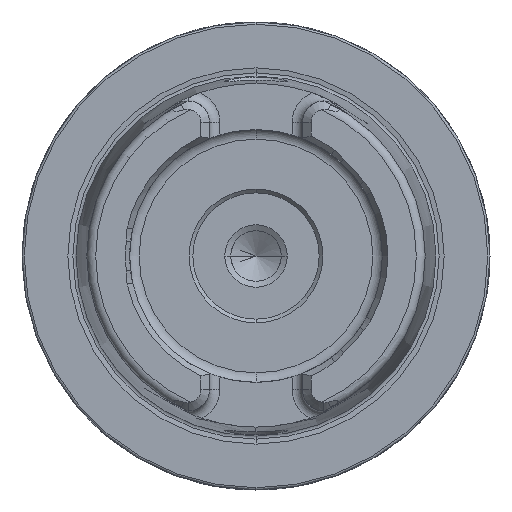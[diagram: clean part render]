
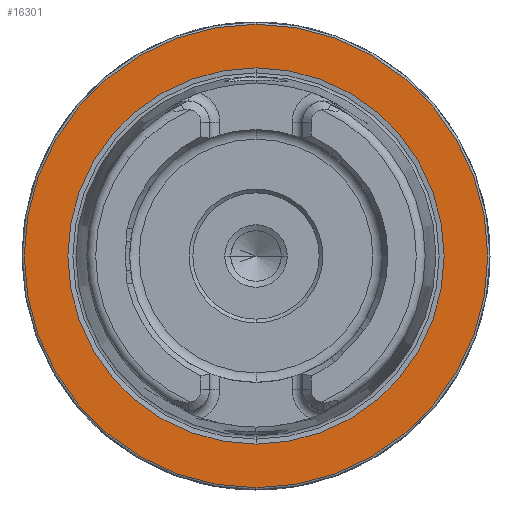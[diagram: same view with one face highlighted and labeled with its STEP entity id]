
A CAD part, left-side view. The second image highlights one B-rep face of the part: STEP entity #16301.
In plain terms, the highlighted planar face has unit normal (-1, 0, 0).
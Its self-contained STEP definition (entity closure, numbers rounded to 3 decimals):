
#2305 = AXIS2_PLACEMENT_3D ( 'NONE', #5628, #16056, #17604 ) ;
#2331 = DIRECTION ( 'NONE',  ( 0., 0., 1. ) ) ;
#3642 = EDGE_CURVE ( 'NONE', #13818, #20316, #13327, .T. ) ;
#3750 = CIRCLE ( 'NONE', #18779, 25.324 ) ;
#4343 = CIRCLE ( 'NONE', #16880, 25.324 ) ;
#4709 = CARTESIAN_POINT ( 'NONE',  ( 0., 0., 0. ) ) ;
#4863 = FACE_OUTER_BOUND ( 'NONE', #9098, .T. ) ;
#5198 = CARTESIAN_POINT ( 'NONE',  ( 0., 0., -25.324 ) ) ;
#5628 = CARTESIAN_POINT ( 'NONE',  ( 0., 0., 0. ) ) ;
#6370 = CARTESIAN_POINT ( 'NONE',  ( 0., 0., 0. ) ) ;
#7952 = DIRECTION ( 'NONE',  ( -1., 0., 0. ) ) ;
#8155 = DIRECTION ( 'NONE',  ( -1., 0., 0. ) ) ;
#8641 = ORIENTED_EDGE ( 'NONE', *, *, #12733, .F. ) ;
#8894 = ORIENTED_EDGE ( 'NONE', *, *, #9038, .F. ) ;
#9038 = EDGE_CURVE ( 'NONE', #15303, #20191, #4343, .T. ) ;
#9098 = EDGE_LOOP ( 'NONE', ( #12933, #18383 ) ) ;
#10737 = CARTESIAN_POINT ( 'NONE',  ( 0., 0., 25.324 ) ) ;
#11705 = CARTESIAN_POINT ( 'NONE',  ( 0., 31.2, 0. ) ) ;
#12202 = EDGE_LOOP ( 'NONE', ( #8641, #8894 ) ) ;
#12733 = EDGE_CURVE ( 'NONE', #20191, #15303, #3750, .T. ) ;
#12933 = ORIENTED_EDGE ( 'NONE', *, *, #19421, .T. ) ;
#13327 = CIRCLE ( 'NONE', #15126, 31.2 ) ;
#13506 = PLANE ( 'NONE',  #21557 ) ;
#13818 = VERTEX_POINT ( 'NONE', #14363 ) ;
#14363 = CARTESIAN_POINT ( 'NONE',  ( 0., 0., -31.2 ) ) ;
#15126 = AXIS2_PLACEMENT_3D ( 'NONE', #4709, #7952, #21617 ) ;
#15303 = VERTEX_POINT ( 'NONE', #5198 ) ;
#15407 = DIRECTION ( 'NONE',  ( 1., 0., 0. ) ) ;
#16056 = DIRECTION ( 'NONE',  ( -1., 0., 0. ) ) ;
#16301 = ADVANCED_FACE ( 'NONE', ( #21986, #4863 ), #13506, .F. ) ;
#16880 = AXIS2_PLACEMENT_3D ( 'NONE', #6370, #8155, #18344 ) ;
#16967 = CIRCLE ( 'NONE', #2305, 31.2 ) ;
#17345 = DIRECTION ( 'NONE',  ( -1., 0., 0. ) ) ;
#17604 = DIRECTION ( 'NONE',  ( 0., 0., 1. ) ) ;
#18344 = DIRECTION ( 'NONE',  ( 0., 0., 1. ) ) ;
#18383 = ORIENTED_EDGE ( 'NONE', *, *, #3642, .T. ) ;
#18779 = AXIS2_PLACEMENT_3D ( 'NONE', #21145, #17345, #2331 ) ;
#19421 = EDGE_CURVE ( 'NONE', #20316, #13818, #16967, .T. ) ;
#19988 = CARTESIAN_POINT ( 'NONE',  ( 0., 0., 31.2 ) ) ;
#20191 = VERTEX_POINT ( 'NONE', #10737 ) ;
#20314 = DIRECTION ( 'NONE',  ( 0., 0., -1. ) ) ;
#20316 = VERTEX_POINT ( 'NONE', #19988 ) ;
#21145 = CARTESIAN_POINT ( 'NONE',  ( 0., 0., 0. ) ) ;
#21557 = AXIS2_PLACEMENT_3D ( 'NONE', #11705, #15407, #20314 ) ;
#21617 = DIRECTION ( 'NONE',  ( 0., 0., 1. ) ) ;
#21986 = FACE_BOUND ( 'NONE', #12202, .T. ) ;
